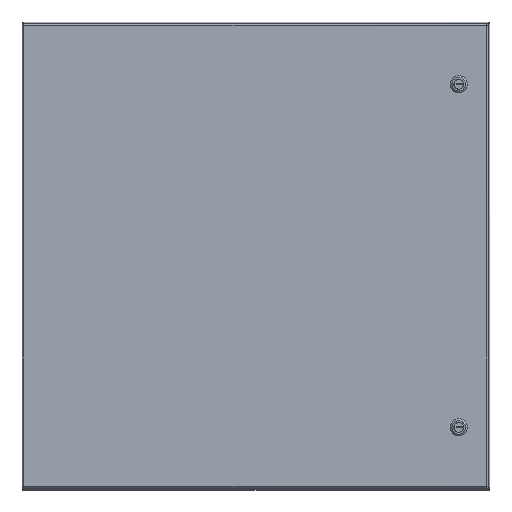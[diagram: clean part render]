
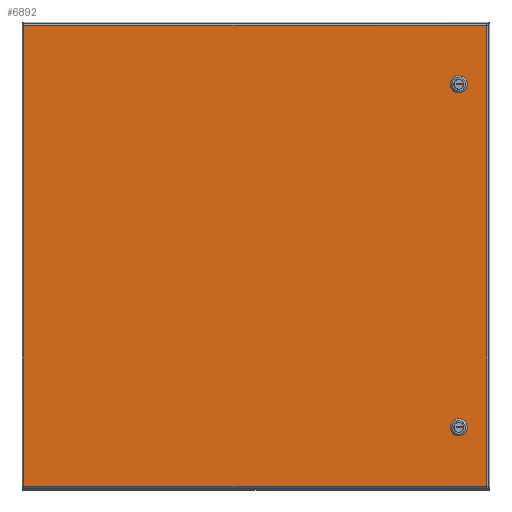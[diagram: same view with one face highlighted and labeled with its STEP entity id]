
A CAD part, top view. The second image highlights one B-rep face of the part: STEP entity #6892.
In plain terms, the highlighted face is planar.
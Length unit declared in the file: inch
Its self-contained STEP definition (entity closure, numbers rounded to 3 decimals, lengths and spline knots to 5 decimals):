
#4949=CARTESIAN_POINT('',(2.08762,4.275,0.0));
#4950=VERTEX_POINT('',#4949);
#4957=CARTESIAN_POINT('',(2.275,4.08762,0.0));
#4958=VERTEX_POINT('',#4957);
#4959=CARTESIAN_POINT('',(1.875,3.875,0.0));
#4960=DIRECTION('',(0.0,0.0,1.0));
#4961=DIRECTION('',(-0.469,-0.883,0.0));
#4962=AXIS2_PLACEMENT_3D('',#4959,#4960,#4961);
#4963=CIRCLE('',#4962,0.453);
#4964=EDGE_CURVE('',#4958,#4950,#4963,.T.);
#4989=CARTESIAN_POINT('',(2.275,3.66238,0.0));
#4990=VERTEX_POINT('',#4989);
#4991=CARTESIAN_POINT('',(2.275,3.66238,0.0));
#4992=DIRECTION('',(0.0,1.0,0.0));
#4993=VECTOR('',#4992,0.42525);
#4994=LINE('',#4991,#4993);
#4995=EDGE_CURVE('',#4990,#4958,#4994,.T.);
#5021=CARTESIAN_POINT('',(2.08762,3.475,0.0));
#5022=VERTEX_POINT('',#5021);
#5023=CARTESIAN_POINT('',(1.875,3.875,0.0));
#5024=DIRECTION('',(0.0,0.0,1.0));
#5025=DIRECTION('',(-0.883,0.469,0.0));
#5026=AXIS2_PLACEMENT_3D('',#5023,#5024,#5025);
#5027=CIRCLE('',#5026,0.453);
#5028=EDGE_CURVE('',#5022,#4990,#5027,.T.);
#5053=CARTESIAN_POINT('',(1.66238,3.475,0.0));
#5054=VERTEX_POINT('',#5053);
#5055=CARTESIAN_POINT('',(1.66238,3.475,0.0));
#5056=DIRECTION('',(1.0,0.0,0.0));
#5057=VECTOR('',#5056,0.42525);
#5058=LINE('',#5055,#5057);
#5059=EDGE_CURVE('',#5054,#5022,#5058,.T.);
#5085=CARTESIAN_POINT('',(1.475,3.66238,0.0));
#5086=VERTEX_POINT('',#5085);
#5087=CARTESIAN_POINT('',(1.875,3.875,0.0));
#5088=DIRECTION('',(0.0,0.0,1.0));
#5089=DIRECTION('',(0.469,0.883,0.0));
#5090=AXIS2_PLACEMENT_3D('',#5087,#5088,#5089);
#5091=CIRCLE('',#5090,0.453);
#5092=EDGE_CURVE('',#5086,#5054,#5091,.T.);
#5117=CARTESIAN_POINT('',(1.475,4.08762,0.0));
#5118=VERTEX_POINT('',#5117);
#5119=CARTESIAN_POINT('',(1.475,4.08762,0.0));
#5120=DIRECTION('',(0.0,-1.0,0.0));
#5121=VECTOR('',#5120,0.42525);
#5122=LINE('',#5119,#5121);
#5123=EDGE_CURVE('',#5118,#5086,#5122,.T.);
#5149=CARTESIAN_POINT('',(1.66238,4.275,0.0));
#5150=VERTEX_POINT('',#5149);
#5151=CARTESIAN_POINT('',(1.875,3.875,0.0));
#5152=DIRECTION('',(0.0,0.0,1.0));
#5153=DIRECTION('',(0.883,-0.469,0.0));
#5154=AXIS2_PLACEMENT_3D('',#5151,#5152,#5153);
#5155=CIRCLE('',#5154,0.453);
#5156=EDGE_CURVE('',#5150,#5118,#5155,.T.);
#5179=CARTESIAN_POINT('',(2.08762,4.275,0.0));
#5180=DIRECTION('',(-1.0,0.0,0.0));
#5181=VECTOR('',#5180,0.42525);
#5182=LINE('',#5179,#5181);
#5183=EDGE_CURVE('',#4950,#5150,#5182,.T.);
#5205=CARTESIAN_POINT('',(2.08762,26.275,0.0));
#5206=VERTEX_POINT('',#5205);
#5213=CARTESIAN_POINT('',(2.275,26.08762,0.0));
#5214=VERTEX_POINT('',#5213);
#5215=CARTESIAN_POINT('',(1.875,25.875,0.0));
#5216=DIRECTION('',(0.0,0.0,1.0));
#5217=DIRECTION('',(-0.469,-0.883,0.0));
#5218=AXIS2_PLACEMENT_3D('',#5215,#5216,#5217);
#5219=CIRCLE('',#5218,0.453);
#5220=EDGE_CURVE('',#5214,#5206,#5219,.T.);
#5245=CARTESIAN_POINT('',(2.275,25.66238,0.0));
#5246=VERTEX_POINT('',#5245);
#5247=CARTESIAN_POINT('',(2.275,25.66238,0.0));
#5248=DIRECTION('',(0.0,1.0,0.0));
#5249=VECTOR('',#5248,0.42525);
#5250=LINE('',#5247,#5249);
#5251=EDGE_CURVE('',#5246,#5214,#5250,.T.);
#5277=CARTESIAN_POINT('',(2.08762,25.475,0.0));
#5278=VERTEX_POINT('',#5277);
#5279=CARTESIAN_POINT('',(1.875,25.875,0.0));
#5280=DIRECTION('',(0.0,0.0,1.0));
#5281=DIRECTION('',(-0.883,0.469,0.0));
#5282=AXIS2_PLACEMENT_3D('',#5279,#5280,#5281);
#5283=CIRCLE('',#5282,0.453);
#5284=EDGE_CURVE('',#5278,#5246,#5283,.T.);
#5309=CARTESIAN_POINT('',(1.66238,25.475,0.0));
#5310=VERTEX_POINT('',#5309);
#5311=CARTESIAN_POINT('',(1.66238,25.475,0.0));
#5312=DIRECTION('',(1.0,0.0,0.0));
#5313=VECTOR('',#5312,0.42525);
#5314=LINE('',#5311,#5313);
#5315=EDGE_CURVE('',#5310,#5278,#5314,.T.);
#5341=CARTESIAN_POINT('',(1.475,25.66238,0.0));
#5342=VERTEX_POINT('',#5341);
#5343=CARTESIAN_POINT('',(1.875,25.875,0.0));
#5344=DIRECTION('',(0.0,0.0,1.0));
#5345=DIRECTION('',(0.469,0.883,0.0));
#5346=AXIS2_PLACEMENT_3D('',#5343,#5344,#5345);
#5347=CIRCLE('',#5346,0.453);
#5348=EDGE_CURVE('',#5342,#5310,#5347,.T.);
#5373=CARTESIAN_POINT('',(1.475,26.08762,0.0));
#5374=VERTEX_POINT('',#5373);
#5375=CARTESIAN_POINT('',(1.475,26.08762,0.0));
#5376=DIRECTION('',(0.0,-1.0,0.0));
#5377=VECTOR('',#5376,0.42525);
#5378=LINE('',#5375,#5377);
#5379=EDGE_CURVE('',#5374,#5342,#5378,.T.);
#5405=CARTESIAN_POINT('',(1.66238,26.275,0.0));
#5406=VERTEX_POINT('',#5405);
#5407=CARTESIAN_POINT('',(1.875,25.875,0.0));
#5408=DIRECTION('',(0.0,0.0,1.0));
#5409=DIRECTION('',(0.883,-0.469,0.0));
#5410=AXIS2_PLACEMENT_3D('',#5407,#5408,#5409);
#5411=CIRCLE('',#5410,0.453);
#5412=EDGE_CURVE('',#5406,#5374,#5411,.T.);
#5435=CARTESIAN_POINT('',(2.08762,26.275,0.0));
#5436=DIRECTION('',(-1.0,0.0,0.0));
#5437=VECTOR('',#5436,0.42525);
#5438=LINE('',#5435,#5437);
#5439=EDGE_CURVE('',#5206,#5406,#5438,.T.);
#5890=CARTESIAN_POINT('',(29.76975,0.10525,0.));
#5891=VERTEX_POINT('',#5890);
#5902=CARTESIAN_POINT('',(29.76975,29.64475,0.));
#5903=VERTEX_POINT('',#5902);
#5904=CARTESIAN_POINT('',(29.76975,29.64475,0.0));
#5905=DIRECTION('',(0.0,-1.0,0.0));
#5906=VECTOR('',#5905,29.5395);
#5907=LINE('',#5904,#5906);
#5908=EDGE_CURVE('',#5903,#5891,#5907,.T.);
#6060=CARTESIAN_POINT('',(0.10525,0.10525,0.));
#6061=VERTEX_POINT('',#6060);
#6072=CARTESIAN_POINT('',(29.76975,0.10525,0.0));
#6073=DIRECTION('',(-1.0,0.0,0.0));
#6074=VECTOR('',#6073,29.6645);
#6075=LINE('',#6072,#6074);
#6076=EDGE_CURVE('',#5891,#6061,#6075,.T.);
#6337=CARTESIAN_POINT('',(0.10525,29.64475,0.));
#6338=VERTEX_POINT('',#6337);
#6349=CARTESIAN_POINT('',(0.10525,0.10525,0.0));
#6350=DIRECTION('',(0.0,1.0,0.0));
#6351=VECTOR('',#6350,29.5395);
#6352=LINE('',#6349,#6351);
#6353=EDGE_CURVE('',#6061,#6338,#6352,.T.);
#6618=CARTESIAN_POINT('',(0.10525,29.64475,0.0));
#6619=DIRECTION('',(1.0,0.0,0.0));
#6620=VECTOR('',#6619,29.6645);
#6621=LINE('',#6618,#6620);
#6622=EDGE_CURVE('',#6338,#5903,#6621,.T.);
#6861=CARTESIAN_POINT('',(14.9375,14.875,0.0));
#6862=DIRECTION('',(0.0,0.0,1.0));
#6863=DIRECTION('',(1.0,0.0,0.0));
#6864=AXIS2_PLACEMENT_3D('',#6861,#6862,#6863);
#6865=PLANE('',#6864);
#6866=ORIENTED_EDGE('',*,*,#5908,.T.);
#6867=ORIENTED_EDGE('',*,*,#6076,.T.);
#6868=ORIENTED_EDGE('',*,*,#6353,.T.);
#6869=ORIENTED_EDGE('',*,*,#6622,.T.);
#6870=EDGE_LOOP('',(#6866,#6867,#6868,#6869));
#6871=FACE_OUTER_BOUND('',#6870,.T.);
#6872=ORIENTED_EDGE('',*,*,#4964,.T.);
#6873=ORIENTED_EDGE('',*,*,#5183,.T.);
#6874=ORIENTED_EDGE('',*,*,#5156,.T.);
#6875=ORIENTED_EDGE('',*,*,#5123,.T.);
#6876=ORIENTED_EDGE('',*,*,#5092,.T.);
#6877=ORIENTED_EDGE('',*,*,#5059,.T.);
#6878=ORIENTED_EDGE('',*,*,#5028,.T.);
#6879=ORIENTED_EDGE('',*,*,#4995,.T.);
#6880=EDGE_LOOP('',(#6872,#6873,#6874,#6875,#6876,#6877,#6878,#6879));
#6881=FACE_BOUND('',#6880,.T.);
#6882=ORIENTED_EDGE('',*,*,#5220,.T.);
#6883=ORIENTED_EDGE('',*,*,#5439,.T.);
#6884=ORIENTED_EDGE('',*,*,#5412,.T.);
#6885=ORIENTED_EDGE('',*,*,#5379,.T.);
#6886=ORIENTED_EDGE('',*,*,#5348,.T.);
#6887=ORIENTED_EDGE('',*,*,#5315,.T.);
#6888=ORIENTED_EDGE('',*,*,#5284,.T.);
#6889=ORIENTED_EDGE('',*,*,#5251,.T.);
#6890=EDGE_LOOP('',(#6882,#6883,#6884,#6885,#6886,#6887,#6888,#6889));
#6891=FACE_BOUND('',#6890,.T.);
#6892=ADVANCED_FACE('',(#6871,#6881,#6891),#6865,.F.);
